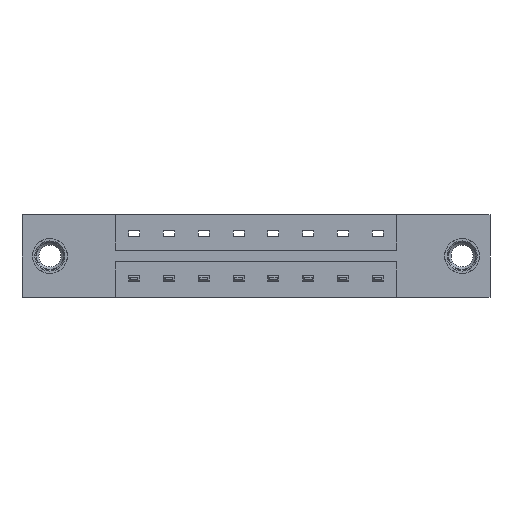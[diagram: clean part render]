
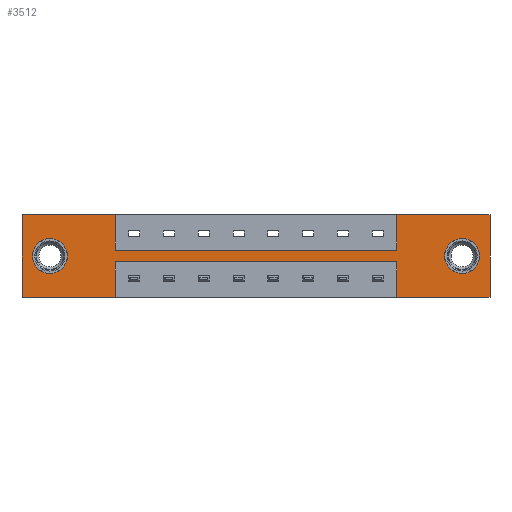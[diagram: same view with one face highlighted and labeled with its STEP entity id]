
A CAD part, front view. The second image highlights one B-rep face of the part: STEP entity #3512.
In plain terms, the highlighted planar face has unit normal (0, -1, 0).
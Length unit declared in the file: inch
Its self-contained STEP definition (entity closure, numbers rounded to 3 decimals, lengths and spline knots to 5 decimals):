
#104 = DIRECTION ( 'NONE',  ( 0., 1., 0. ) ) ;
#187 = DIRECTION ( 'NONE',  ( 0., 0., -1. ) ) ;
#210 = DIRECTION ( 'NONE',  ( 0., 1., 0. ) ) ;
#271 = CARTESIAN_POINT ( 'NONE',  ( 0., 0., 0. ) ) ;
#285 = ORIENTED_EDGE ( 'NONE', *, *, #3379, .F. ) ;
#377 = CARTESIAN_POINT ( 'NONE',  ( 0.4175, 0., -0.1585 ) ) ;
#402 = EDGE_CURVE ( 'NONE', #4638, #8706, #5265, .T. ) ;
#417 = EDGE_CURVE ( 'NONE', #8706, #1611, #7088, .T. ) ;
#423 = CARTESIAN_POINT ( 'NONE',  ( 0., 0., -0.37 ) ) ;
#502 = EDGE_CURVE ( 'NONE', #7481, #5415, #2110, .T. ) ;
#520 = CARTESIAN_POINT ( 'NONE',  ( 1.6785, 0., -0.2115 ) ) ;
#565 = CARTESIAN_POINT ( 'NONE',  ( 1.6785, 0., 0. ) ) ;
#624 = VERTEX_POINT ( 'NONE', #7345 ) ;
#662 = CARTESIAN_POINT ( 'NONE',  ( 1.6785, 0., -0.37 ) ) ;
#695 = DIRECTION ( 'NONE',  ( 1., 0., 0. ) ) ;
#725 = VECTOR ( 'NONE', #3970, 39.37008 ) ;
#827 = ORIENTED_EDGE ( 'NONE', *, *, #6666, .F. ) ;
#832 = DIRECTION ( 'NONE',  ( 0., 0., -1. ) ) ;
#847 = CARTESIAN_POINT ( 'NONE',  ( 0., 0., -0.37 ) ) ;
#940 = VERTEX_POINT ( 'NONE', #8052 ) ;
#962 = AXIS2_PLACEMENT_3D ( 'NONE', #5045, #104, #5840 ) ;
#1092 = ORIENTED_EDGE ( 'NONE', *, *, #8782, .F. ) ;
#1260 = EDGE_CURVE ( 'NONE', #1974, #940, #10056, .T. ) ;
#1359 = ORIENTED_EDGE ( 'NONE', *, *, #1260, .F. ) ;
#1611 = VERTEX_POINT ( 'NONE', #4164 ) ;
#1623 = EDGE_LOOP ( 'NONE', ( #6271, #285, #2517, #8794, #4932, #827, #5182, #9271, #1092, #9498, #1359, #7735 ) ) ;
#1642 = VECTOR ( 'NONE', #187, 39.37008 ) ;
#1678 = VERTEX_POINT ( 'NONE', #8134 ) ;
#1759 = EDGE_CURVE ( 'NONE', #6584, #3563, #10046, .T. ) ;
#1760 = VERTEX_POINT ( 'NONE', #5910 ) ;
#1974 = VERTEX_POINT ( 'NONE', #5406 ) ;
#2010 = VERTEX_POINT ( 'NONE', #6219 ) ;
#2022 = ORIENTED_EDGE ( 'NONE', *, *, #8401, .T. ) ;
#2110 = LINE ( 'NONE', #8684, #10170 ) ;
#2113 = CARTESIAN_POINT ( 'NONE',  ( 0., 0., 0. ) ) ;
#2146 = DIRECTION ( 'NONE',  ( 0., 0., -1. ) ) ;
#2407 = EDGE_CURVE ( 'NONE', #624, #1678, #8623, .T. ) ;
#2517 = ORIENTED_EDGE ( 'NONE', *, *, #6841, .F. ) ;
#2570 = VECTOR ( 'NONE', #6904, 39.37008 ) ;
#2737 = CARTESIAN_POINT ( 'NONE',  ( 0.125, 0., -0.185 ) ) ;
#3079 = CARTESIAN_POINT ( 'NONE',  ( 0.4175, 0., 0. ) ) ;
#3090 = LINE ( 'NONE', #423, #2570 ) ;
#3125 = VECTOR ( 'NONE', #695, 39.37008 ) ;
#3194 = VECTOR ( 'NONE', #6150, 39.37008 ) ;
#3233 = LINE ( 'NONE', #10147, #6962 ) ;
#3379 = EDGE_CURVE ( 'NONE', #3608, #6155, #9185, .T. ) ;
#3456 = VECTOR ( 'NONE', #7840, 39.37008 ) ;
#3492 = CARTESIAN_POINT ( 'NONE',  ( 2.096, 0., -0.37 ) ) ;
#3512 = ADVANCED_FACE ( 'NONE', ( #9755, #4095, #5938 ), #4176, .T. ) ;
#3549 = DIRECTION ( 'NONE',  ( 0., 0., 1. ) ) ;
#3563 = VERTEX_POINT ( 'NONE', #8880 ) ;
#3573 = LINE ( 'NONE', #5131, #1642 ) ;
#3608 = VERTEX_POINT ( 'NONE', #3492 ) ;
#3865 = VECTOR ( 'NONE', #6776, 39.37008 ) ;
#3970 = DIRECTION ( 'NONE',  ( -1., 0., 0. ) ) ;
#4039 = EDGE_LOOP ( 'NONE', ( #6033, #8074 ) ) ;
#4069 = CARTESIAN_POINT ( 'NONE',  ( 0.4175, 0., -0.2115 ) ) ;
#4095 = FACE_BOUND ( 'NONE', #4748, .T. ) ;
#4164 = CARTESIAN_POINT ( 'NONE',  ( 0.4175, 0., -0.1585 ) ) ;
#4176 = PLANE ( 'NONE',  #4358 ) ;
#4188 = ORIENTED_EDGE ( 'NONE', *, *, #1759, .T. ) ;
#4193 = VERTEX_POINT ( 'NONE', #520 ) ;
#4358 = AXIS2_PLACEMENT_3D ( 'NONE', #847, #9572, #4971 ) ;
#4414 = DIRECTION ( 'NONE',  ( 0., 1., 0. ) ) ;
#4638 = VERTEX_POINT ( 'NONE', #271 ) ;
#4748 = EDGE_LOOP ( 'NONE', ( #2022, #4188 ) ) ;
#4777 = CARTESIAN_POINT ( 'NONE',  ( 0., 0., -0.37 ) ) ;
#4894 = CIRCLE ( 'NONE', #962, 0.078 ) ;
#4932 = ORIENTED_EDGE ( 'NONE', *, *, #502, .F. ) ;
#4967 = DIRECTION ( 'NONE',  ( 0., 0., 1. ) ) ;
#4971 = DIRECTION ( 'NONE',  ( 0., 0., -1. ) ) ;
#5045 = CARTESIAN_POINT ( 'NONE',  ( 0.125, 0., -0.185 ) ) ;
#5131 = CARTESIAN_POINT ( 'NONE',  ( 2.096, 0., 0. ) ) ;
#5148 = CARTESIAN_POINT ( 'NONE',  ( 1.971, 0., -0.185 ) ) ;
#5182 = ORIENTED_EDGE ( 'NONE', *, *, #417, .F. ) ;
#5265 = LINE ( 'NONE', #2113, #3125 ) ;
#5406 = CARTESIAN_POINT ( 'NONE',  ( 0.4175, 0., -0.2115 ) ) ;
#5415 = VERTEX_POINT ( 'NONE', #565 ) ;
#5515 = CARTESIAN_POINT ( 'NONE',  ( 0., 0., 0. ) ) ;
#5535 = AXIS2_PLACEMENT_3D ( 'NONE', #2737, #8235, #3549 ) ;
#5635 = VECTOR ( 'NONE', #7219, 39.37008 ) ;
#5817 = EDGE_CURVE ( 'NONE', #1678, #624, #8956, .T. ) ;
#5840 = DIRECTION ( 'NONE',  ( 0., 0., 1. ) ) ;
#5909 = EDGE_CURVE ( 'NONE', #6155, #4193, #8247, .T. ) ;
#5910 = CARTESIAN_POINT ( 'NONE',  ( 0., 0., -0.37 ) ) ;
#5924 = DIRECTION ( 'NONE',  ( 0., 0., -1. ) ) ;
#5938 = FACE_OUTER_BOUND ( 'NONE', #1623, .T. ) ;
#6033 = ORIENTED_EDGE ( 'NONE', *, *, #2407, .T. ) ;
#6150 = DIRECTION ( 'NONE',  ( 1., 0., 0. ) ) ;
#6155 = VERTEX_POINT ( 'NONE', #662 ) ;
#6219 = CARTESIAN_POINT ( 'NONE',  ( 2.096, 0., 0. ) ) ;
#6271 = ORIENTED_EDGE ( 'NONE', *, *, #5909, .F. ) ;
#6584 = VERTEX_POINT ( 'NONE', #7588 ) ;
#6666 = EDGE_CURVE ( 'NONE', #1611, #7481, #9410, .T. ) ;
#6705 = AXIS2_PLACEMENT_3D ( 'NONE', #9029, #4414, #9790 ) ;
#6750 = CARTESIAN_POINT ( 'NONE',  ( 1.6785, 0., -0.1585 ) ) ;
#6776 = DIRECTION ( 'NONE',  ( 0., 0., 1. ) ) ;
#6841 = EDGE_CURVE ( 'NONE', #2010, #3608, #3573, .T. ) ;
#6904 = DIRECTION ( 'NONE',  ( -1., 0., 0. ) ) ;
#6962 = VECTOR ( 'NONE', #7117, 39.37008 ) ;
#7088 = LINE ( 'NONE', #377, #8865 ) ;
#7117 = DIRECTION ( 'NONE',  ( 0., 0., 1. ) ) ;
#7219 = DIRECTION ( 'NONE',  ( -1., 0., 0. ) ) ;
#7345 = CARTESIAN_POINT ( 'NONE',  ( 1.971, 0., -0.107 ) ) ;
#7481 = VERTEX_POINT ( 'NONE', #6750 ) ;
#7588 = CARTESIAN_POINT ( 'NONE',  ( 0.125, 0., -0.263 ) ) ;
#7705 = LINE ( 'NONE', #4069, #5635 ) ;
#7735 = ORIENTED_EDGE ( 'NONE', *, *, #7884, .F. ) ;
#7840 = DIRECTION ( 'NONE',  ( 1., 0., 0. ) ) ;
#7884 = EDGE_CURVE ( 'NONE', #4193, #1974, #7705, .T. ) ;
#7888 = LINE ( 'NONE', #5515, #3456 ) ;
#8042 = VECTOR ( 'NONE', #2146, 39.37008 ) ;
#8052 = CARTESIAN_POINT ( 'NONE',  ( 0.4175, 0., -0.37 ) ) ;
#8074 = ORIENTED_EDGE ( 'NONE', *, *, #5817, .T. ) ;
#8134 = CARTESIAN_POINT ( 'NONE',  ( 1.971, 0., -0.263 ) ) ;
#8235 = DIRECTION ( 'NONE',  ( 0., 1., 0. ) ) ;
#8247 = LINE ( 'NONE', #9829, #3865 ) ;
#8401 = EDGE_CURVE ( 'NONE', #3563, #6584, #4894, .T. ) ;
#8623 = CIRCLE ( 'NONE', #6705, 0.078 ) ;
#8684 = CARTESIAN_POINT ( 'NONE',  ( 1.6785, 0., -0.1585 ) ) ;
#8706 = VERTEX_POINT ( 'NONE', #3079 ) ;
#8782 = EDGE_CURVE ( 'NONE', #1760, #4638, #3233, .T. ) ;
#8794 = ORIENTED_EDGE ( 'NONE', *, *, #10001, .F. ) ;
#8865 = VECTOR ( 'NONE', #832, 39.37008 ) ;
#8880 = CARTESIAN_POINT ( 'NONE',  ( 0.125, 0., -0.107 ) ) ;
#8956 = CIRCLE ( 'NONE', #9621, 0.078 ) ;
#9029 = CARTESIAN_POINT ( 'NONE',  ( 1.971, 0., -0.185 ) ) ;
#9185 = LINE ( 'NONE', #4777, #725 ) ;
#9202 = CARTESIAN_POINT ( 'NONE',  ( 0.4175, 0., -0.1585 ) ) ;
#9271 = ORIENTED_EDGE ( 'NONE', *, *, #402, .F. ) ;
#9410 = LINE ( 'NONE', #9202, #3194 ) ;
#9498 = ORIENTED_EDGE ( 'NONE', *, *, #9862, .F. ) ;
#9572 = DIRECTION ( 'NONE',  ( 0., -1., 0. ) ) ;
#9621 = AXIS2_PLACEMENT_3D ( 'NONE', #5148, #210, #5924 ) ;
#9755 = FACE_BOUND ( 'NONE', #4039, .T. ) ;
#9790 = DIRECTION ( 'NONE',  ( 0., 0., -1. ) ) ;
#9829 = CARTESIAN_POINT ( 'NONE',  ( 1.6785, 0., -0.2115 ) ) ;
#9862 = EDGE_CURVE ( 'NONE', #940, #1760, #3090, .T. ) ;
#9932 = CARTESIAN_POINT ( 'NONE',  ( 0.4175, 0., -0.2115 ) ) ;
#10001 = EDGE_CURVE ( 'NONE', #5415, #2010, #7888, .T. ) ;
#10046 = CIRCLE ( 'NONE', #5535, 0.078 ) ;
#10056 = LINE ( 'NONE', #9932, #8042 ) ;
#10147 = CARTESIAN_POINT ( 'NONE',  ( 0., 0., 0. ) ) ;
#10170 = VECTOR ( 'NONE', #4967, 39.37008 ) ;
